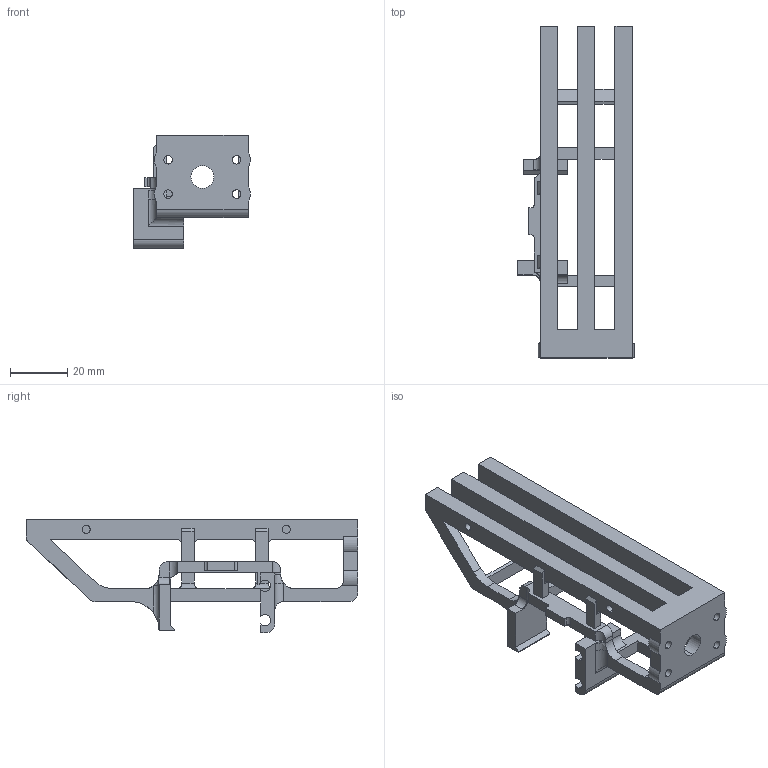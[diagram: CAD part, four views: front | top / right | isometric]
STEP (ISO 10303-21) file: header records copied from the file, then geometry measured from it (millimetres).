
FILE_DESCRIPTION (( 'STEP AP203' ), '1' );
FILE_NAME ('VF_Finger_2022_Ad_V1_v2_sldprt.STEP', '2023-05-15T13:59:42', ( '' ), ( '' ), 'SwSTEP 2.0', 'SolidWorks 2022', '' );
FILE_SCHEMA (( 'CONFIG_CONTROL_DESIGN' ));
Length unit declared in the file: millimetre
Products named in the file (1): VF_Finger_2022_Ad_V1_v2_sldprt
Bounding box: 40.75 x 116 x 39.53 mm (x, y, z)
Volume: 27679.3 mm3; surface area: 19406.3 mm2
Topology: 1 solids, 1 shells, 228 faces, 682 edges, 445 vertices
Faces by surface type: plane 133, cylinder 78, bspline 16, torus 1
Entity records: 8779 total; most frequent: CARTESIAN_POINT 2497, ORIENTED_EDGE 1364, DIRECTION 1226, EDGE_CURVE 682, VECTOR 474, LINE 474, VERTEX_POINT 445, AXIS2_PLACEMENT_3D 376
